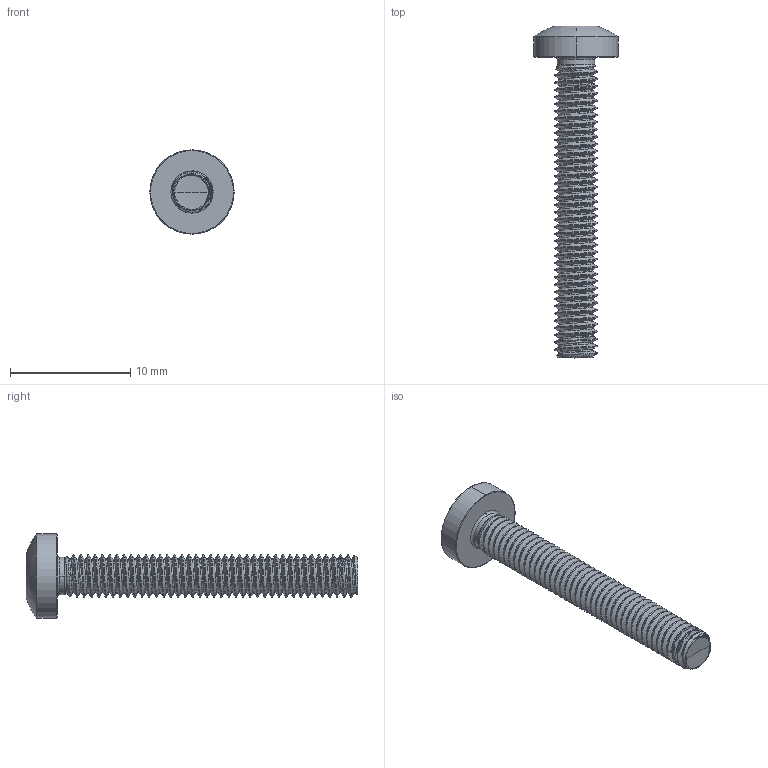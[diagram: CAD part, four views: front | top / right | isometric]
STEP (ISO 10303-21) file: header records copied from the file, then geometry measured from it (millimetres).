
FILE_DESCRIPTION (( 'STEP AP203' ), '1' );
FILE_NAME ('STM390350250.STEP', '2020-12-23T15:44:45', ( '' ), ( '' ), 'SwSTEP 2.0', 'SolidWorks 2015', '' );
FILE_SCHEMA (( 'CONFIG_CONTROL_DESIGN' ));
Length unit declared in the file: millimetre
Products named in the file (2): STM390350250
Bounding box: 7 x 27.6 x 7 mm (x, y, z)
Volume: 267.9 mm3; surface area: 538.8 mm2
Topology: 1 solids, 1 shells, 153 faces, 417 edges, 266 vertices
Faces by surface type: cylinder 103, bspline 18, torus 14, cone 11, sphere 4, plane 3
Entity records: 35119 total; most frequent: CARTESIAN_POINT 31761, ORIENTED_EDGE 830, DIRECTION 520, EDGE_CURVE 415, VERTEX_POINT 266, AXIS2_PLACEMENT_3D 204, EDGE_LOOP 155, FACE_OUTER_BOUND 153
